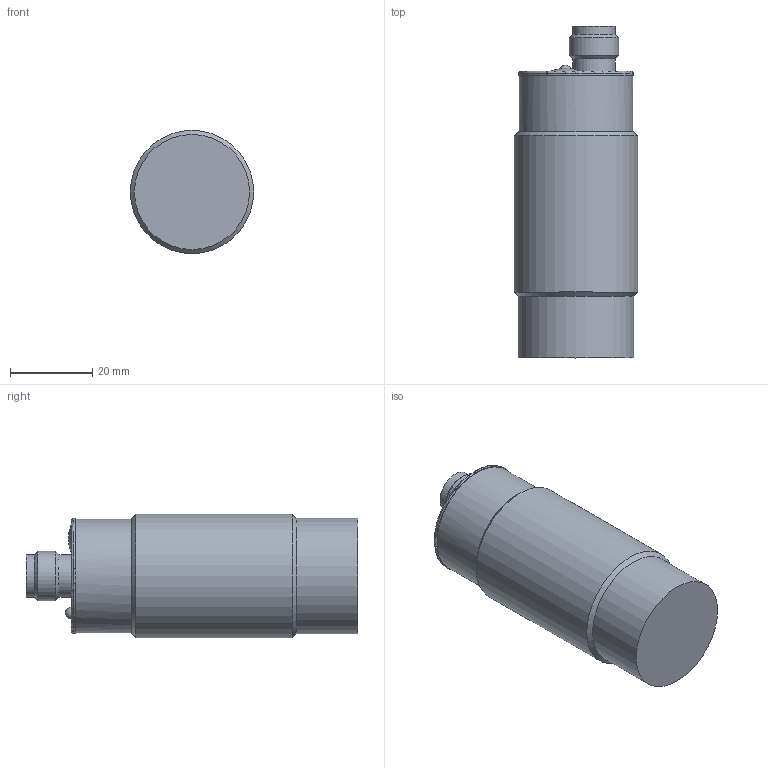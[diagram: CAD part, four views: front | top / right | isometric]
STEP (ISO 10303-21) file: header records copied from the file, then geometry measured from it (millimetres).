
FILE_DESCRIPTION(/* description */ (''),/* implementation_level */ '2;1');
FILE_NAME(/* name */ 'KA0413_Shrinkwrap_1.stp',/* time_stamp */ '2022-01-19T14:36:04+01:00',/* author */ ('Krieger Anja'),/* organization */ (''),/* preprocessor_version */ 'ST-DEVELOPER v18.1',/* originating_system */ 'Autodesk Inventor 2021',/* authorisation */ '');
FILE_SCHEMA (('AUTOMOTIVE_DESIGN { 1 0 10303 214 3 1 1 }'));
Length unit declared in the file: millimetre
Products named in the file (1): KA0413_Shrinkwrap_1
Bounding box: 30 x 80.7 x 30 mm (x, y, z)
Volume: 12095.8 mm3; surface area: 16146.5 mm2
Topology: 1 solids, 1 shells, 94 faces, 204 edges, 129 vertices
Faces by surface type: plane 41, cylinder 35, cone 8, sphere 5, torus 4, bspline 1
Full cylindrical faces by diameter (mm): 1 x8, 3 x2, 4 x1, 5 x2, 5.8 x1, 8 x1, 9.5 x1, 9.7 x1, 10.3 x2, 12 x1, 14 x1, 26 x2, 26.1 x1, 26.2 x2, 27 x1, 27.6 x1, 28 x1, 30 x1
Entity records: 2796 total; most frequent: DIRECTION 494, CARTESIAN_POINT 484, ORIENTED_EDGE 396, AXIS2_PLACEMENT_3D 206, EDGE_CURVE 198, VERTEX_POINT 129, EDGE_LOOP 119, CIRCLE 112
